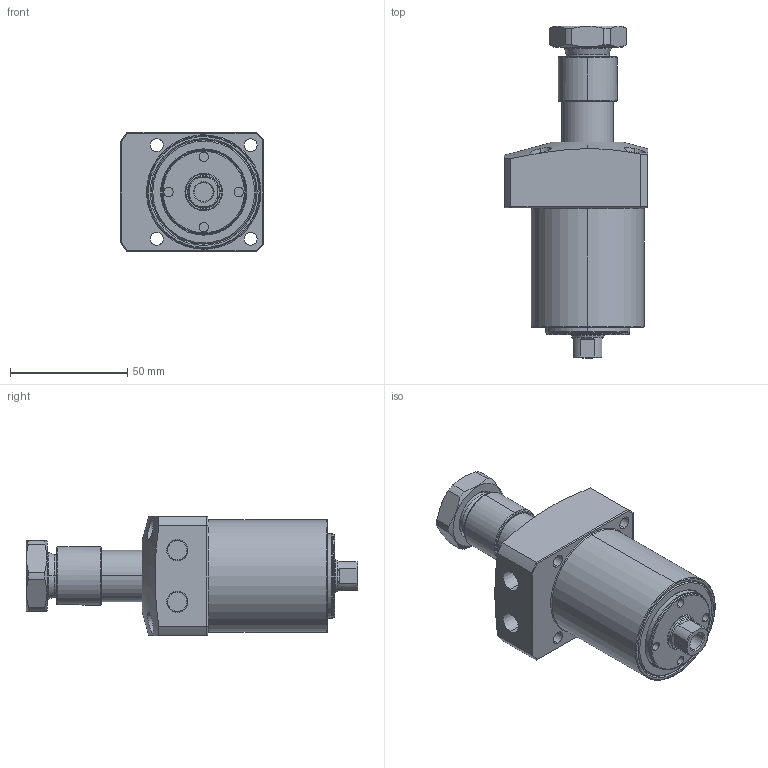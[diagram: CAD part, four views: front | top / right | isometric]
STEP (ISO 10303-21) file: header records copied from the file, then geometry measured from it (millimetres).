
FILE_DESCRIPTION (( 'STEP AP203' ), '1' );
FILE_NAME ('LHA0480-SLD.STEP', '2019-09-24T02:28:58', ( '微软用户' ), ( '微软中国' ), 'SwSTEP 2.0', 'SolidWorks 2012', '' );
FILE_SCHEMA (( 'CONFIG_CONTROL_DESIGN' ));
Length unit declared in the file: millimetre
Products named in the file (7): LHA0480-SLD; LHA0480-簸忣諍匏_; LHA0480-ů_; LHA0480-楓羔_DM); LHA0480-D菛巍; LHA0480-咂衝椳紕_蹬怮椔); LHA0480-槭暌滀S(蹬怮椔)
Assembly tree (6 placements, depth 2):
  LHA0480-SLD
    LHA0480-槭暌滀S(蹬怮椔)
    LHA0480-咂衝椳紕_蹬怮椔)
    LHA0480-D菛巍
    LHA0480-楓羔_DM)
    LHA0480-ů_
    LHA0480-簸忣諍匏_
Bounding box: 61 x 141.5 x 51 mm (x, y, z)
Volume: 197128.8 mm3; surface area: 37081.8 mm2
Topology: 6 solids, 6 shells, 225 faces, 539 edges, 339 vertices
Faces by surface type: cylinder 83, plane 71, cone 47, bspline 24
Entity records: 8613 total; most frequent: CARTESIAN_POINT 2782, ORIENTED_EDGE 1068, DIRECTION 1067, EDGE_CURVE 534, AXIS2_PLACEMENT_3D 433, VERTEX_POINT 339, EDGE_LOOP 261, ADVANCED_FACE 225
